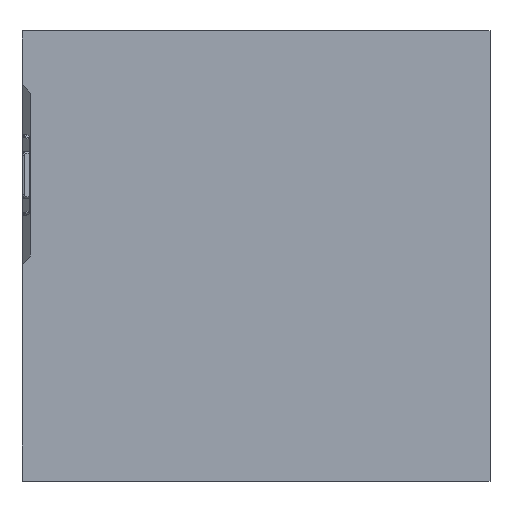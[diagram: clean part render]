
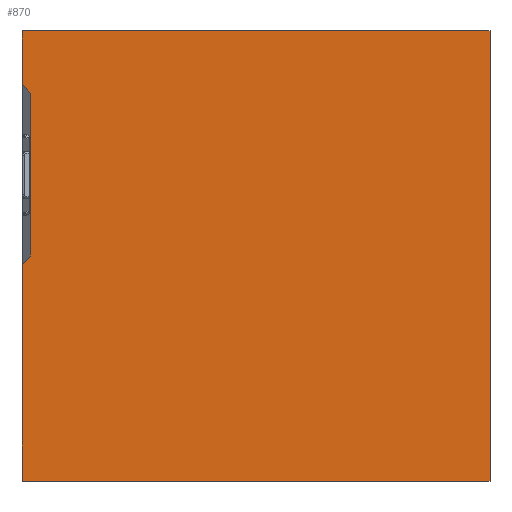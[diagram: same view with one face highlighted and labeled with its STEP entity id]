
A CAD part, front view. The second image highlights one B-rep face of the part: STEP entity #870.
In plain terms, the highlighted planar face has unit normal (0, -1, 0).
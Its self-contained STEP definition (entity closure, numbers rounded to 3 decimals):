
#750 = VERTEX_POINT('',#751);
#751 = CARTESIAN_POINT('',(-22.55,0.,-0.8));
#759 = EDGE_CURVE('',#750,#760,#762,.T.);
#760 = VERTEX_POINT('',#761);
#761 = CARTESIAN_POINT('',(-21.75,0.,0.));
#762 = LINE('',#763,#764);
#763 = CARTESIAN_POINT('',(-16.513,0.,5.238));
#764 = VECTOR('',#765,1.);
#765 = DIRECTION('',(0.707,0.,0.707));
#821 = VERTEX_POINT('',#822);
#822 = CARTESIAN_POINT('',(-21.75,0.,15.7));
#828 = EDGE_CURVE('',#821,#829,#831,.T.);
#829 = VERTEX_POINT('',#830);
#830 = CARTESIAN_POINT('',(-22.55,0.,16.5));
#831 = LINE('',#832,#833);
#832 = CARTESIAN_POINT('',(-12.588,0.,6.538));
#833 = VECTOR('',#834,1.);
#834 = DIRECTION('',(-0.707,0.,0.707));
#852 = EDGE_CURVE('',#821,#760,#853,.T.);
#853 = LINE('',#854,#855);
#854 = CARTESIAN_POINT('',(-21.75,0.,3.925));
#855 = VECTOR('',#856,1.);
#856 = DIRECTION('',(0.,0.,-1.));
#870 = ADVANCED_FACE('',(#871),#914,.F.);
#871 = FACE_BOUND('',#872,.T.);
#872 = EDGE_LOOP('',(#873,#874,#875,#883,#891,#899,#907,#913));
#873 = ORIENTED_EDGE('',*,*,#852,.T.);
#874 = ORIENTED_EDGE('',*,*,#759,.F.);
#875 = ORIENTED_EDGE('',*,*,#876,.F.);
#876 = EDGE_CURVE('',#877,#750,#879,.T.);
#877 = VERTEX_POINT('',#878);
#878 = CARTESIAN_POINT('',(-22.55,0.,-21.7));
#879 = LINE('',#880,#881);
#880 = CARTESIAN_POINT('',(-22.55,0.,-21.7));
#881 = VECTOR('',#882,1.);
#882 = DIRECTION('',(0.,0.,1.));
#883 = ORIENTED_EDGE('',*,*,#884,.F.);
#884 = EDGE_CURVE('',#885,#877,#887,.T.);
#885 = VERTEX_POINT('',#886);
#886 = CARTESIAN_POINT('',(22.55,0.,-21.7));
#887 = LINE('',#888,#889);
#888 = CARTESIAN_POINT('',(22.55,0.,-21.7));
#889 = VECTOR('',#890,1.);
#890 = DIRECTION('',(-1.,0.,0.));
#891 = ORIENTED_EDGE('',*,*,#892,.F.);
#892 = EDGE_CURVE('',#893,#885,#895,.T.);
#893 = VERTEX_POINT('',#894);
#894 = CARTESIAN_POINT('',(22.55,0.,21.7));
#895 = LINE('',#896,#897);
#896 = CARTESIAN_POINT('',(22.55,0.,21.7));
#897 = VECTOR('',#898,1.);
#898 = DIRECTION('',(0.,0.,-1.));
#899 = ORIENTED_EDGE('',*,*,#900,.F.);
#900 = EDGE_CURVE('',#901,#893,#903,.T.);
#901 = VERTEX_POINT('',#902);
#902 = CARTESIAN_POINT('',(-22.55,0.,21.7));
#903 = LINE('',#904,#905);
#904 = CARTESIAN_POINT('',(-22.55,0.,21.7));
#905 = VECTOR('',#906,1.);
#906 = DIRECTION('',(1.,0.,0.));
#907 = ORIENTED_EDGE('',*,*,#908,.F.);
#908 = EDGE_CURVE('',#829,#901,#909,.T.);
#909 = LINE('',#910,#911);
#910 = CARTESIAN_POINT('',(-22.55,0.,-21.7));
#911 = VECTOR('',#912,1.);
#912 = DIRECTION('',(0.,0.,1.));
#913 = ORIENTED_EDGE('',*,*,#828,.F.);
#914 = PLANE('',#915);
#915 = AXIS2_PLACEMENT_3D('',#916,#917,#918);
#916 = CARTESIAN_POINT('',(0.,0.,0.));
#917 = DIRECTION('',(0.,1.,0.));
#918 = DIRECTION('',(0.,0.,1.));
